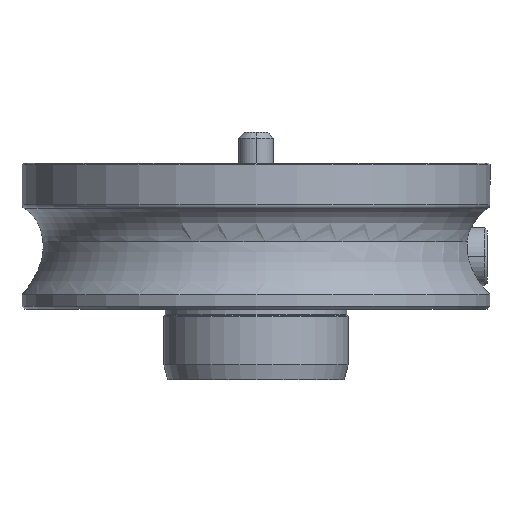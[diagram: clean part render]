
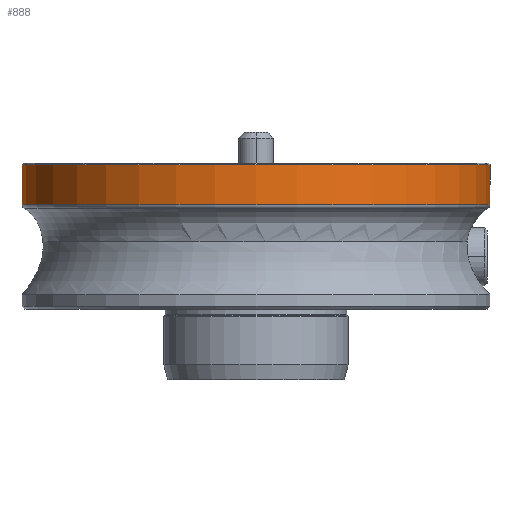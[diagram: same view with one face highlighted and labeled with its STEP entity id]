
A CAD part, front view. The second image highlights one B-rep face of the part: STEP entity #888.
In plain terms, the highlighted cylindrical face has radius 80 mm (diameter 160 mm), a partial arc.
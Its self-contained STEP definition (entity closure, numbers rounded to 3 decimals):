
#190 = FACE_OUTER_BOUND ( 'NONE', #2632, .T. ) ;
#287 = EDGE_CURVE ( 'NONE', #2595, #1732, #2697, .T. ) ;
#355 = CARTESIAN_POINT ( 'NONE',  ( 0., 0., 35.827 ) ) ;
#499 = AXIS2_PLACEMENT_3D ( 'NONE', #5592, #1453, #540 ) ;
#540 = DIRECTION ( 'NONE',  ( -1., 0., 0. ) ) ;
#663 = CARTESIAN_POINT ( 'NONE',  ( 80., 0., 49.5 ) ) ;
#761 = EDGE_CURVE ( 'NONE', #2595, #2793, #1899, .T. ) ;
#888 = ADVANCED_FACE ( 'NONE', ( #190 ), #5680, .T. ) ;
#1331 = ORIENTED_EDGE ( 'NONE', *, *, #2776, .T. ) ;
#1453 = DIRECTION ( 'NONE',  ( 0., 0., -1. ) ) ;
#1509 = LINE ( 'NONE', #3783, #4155 ) ;
#1732 = VERTEX_POINT ( 'NONE', #5543 ) ;
#1739 = VECTOR ( 'NONE', #2321, 1000. ) ;
#1836 = AXIS2_PLACEMENT_3D ( 'NONE', #2480, #5654, #3464 ) ;
#1899 = LINE ( 'NONE', #2861, #1739 ) ;
#2223 = CARTESIAN_POINT ( 'NONE',  ( -80., 0., 49.5 ) ) ;
#2248 = CIRCLE ( 'NONE', #499, 80. ) ;
#2321 = DIRECTION ( 'NONE',  ( 0., 0., 1. ) ) ;
#2480 = CARTESIAN_POINT ( 'NONE',  ( 0., 0., 56.413 ) ) ;
#2595 = VERTEX_POINT ( 'NONE', #4182 ) ;
#2632 = EDGE_LOOP ( 'NONE', ( #3136, #4605, #1331, #3996 ) ) ;
#2697 = CIRCLE ( 'NONE', #5493, 80. ) ;
#2776 = EDGE_CURVE ( 'NONE', #1732, #4519, #1509, .T. ) ;
#2793 = VERTEX_POINT ( 'NONE', #2223 ) ;
#2861 = CARTESIAN_POINT ( 'NONE',  ( -80., 0., 56.413 ) ) ;
#3136 = ORIENTED_EDGE ( 'NONE', *, *, #761, .F. ) ;
#3464 = DIRECTION ( 'NONE',  ( 1., 0., 0. ) ) ;
#3584 = EDGE_CURVE ( 'NONE', #4519, #2793, #2248, .T. ) ;
#3601 = DIRECTION ( 'NONE',  ( 0., 0., 1. ) ) ;
#3783 = CARTESIAN_POINT ( 'NONE',  ( 80., 0., 56.413 ) ) ;
#3996 = ORIENTED_EDGE ( 'NONE', *, *, #3584, .T. ) ;
#4155 = VECTOR ( 'NONE', #5649, 1000. ) ;
#4182 = CARTESIAN_POINT ( 'NONE',  ( -80., 0., 35.827 ) ) ;
#4519 = VERTEX_POINT ( 'NONE', #663 ) ;
#4605 = ORIENTED_EDGE ( 'NONE', *, *, #287, .T. ) ;
#5473 = DIRECTION ( 'NONE',  ( -1., 0., 0. ) ) ;
#5493 = AXIS2_PLACEMENT_3D ( 'NONE', #355, #3601, #5473 ) ;
#5543 = CARTESIAN_POINT ( 'NONE',  ( 80., 0., 35.827 ) ) ;
#5592 = CARTESIAN_POINT ( 'NONE',  ( 0., 0., 49.5 ) ) ;
#5649 = DIRECTION ( 'NONE',  ( 0., 0., 1. ) ) ;
#5654 = DIRECTION ( 'NONE',  ( 0., 0., 1. ) ) ;
#5680 = CYLINDRICAL_SURFACE ( 'NONE', #1836, 80. ) ;
